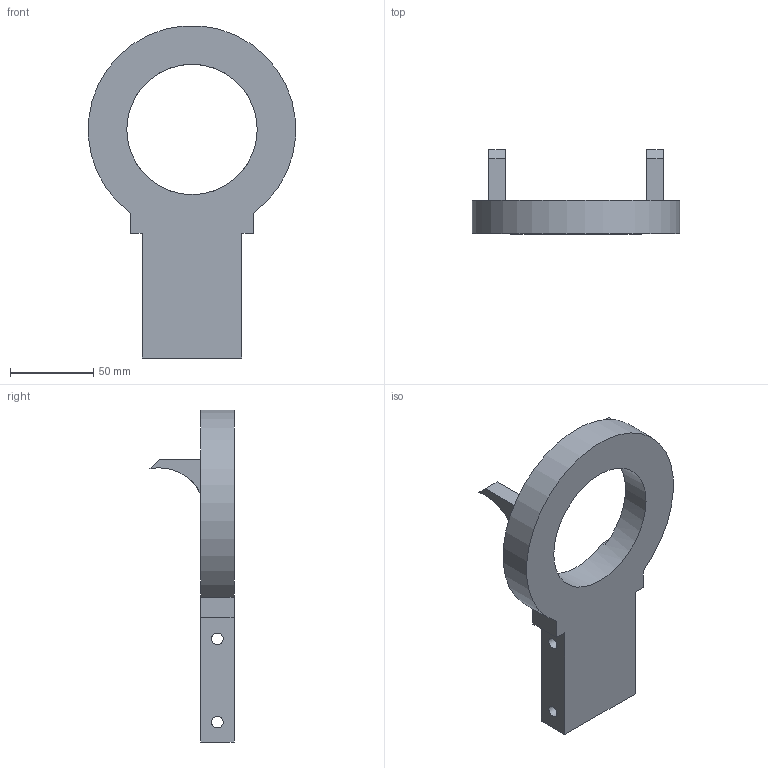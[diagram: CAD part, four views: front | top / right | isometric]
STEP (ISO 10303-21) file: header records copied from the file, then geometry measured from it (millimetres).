
FILE_DESCRIPTION(/* description */ (''),/* implementation_level */ '2;1');
FILE_NAME(/* name */ 'New Kinect Mount Base v2.step',/* time_stamp */ '2018-12-14T17:59:51-08:00',/* author */ (''),/* organization */ (''),/* preprocessor_version */ 'ST-DEVELOPER v17.2',/* originating_system */ 'Autodesk Translation Framework v7.6.0.251',/* authorisation */ '');
FILE_SCHEMA (('AUTOMOTIVE_DESIGN { 1 0 10303 214 3 1 1 }'));
Length unit declared in the file: millimetre
Products named in the file (1): New Kinect Mount Base
Bounding box: 124.67 x 50.57 x 199.77 mm (x, y, z)
Volume: 240044.6 mm3; surface area: 45275.2 mm2
Topology: 1 solids, 1 shells, 31 faces, 83 edges, 54 vertices
Faces by surface type: plane 25, cylinder 6
Full cylindrical faces by diameter (mm): 7 x2, 78.5 x1
Entity records: 1015 total; most frequent: CARTESIAN_POINT 169, ORIENTED_EDGE 166, DIRECTION 165, EDGE_CURVE 83, LINE 65, VECTOR 65, VERTEX_POINT 54, AXIS2_PLACEMENT_3D 50
